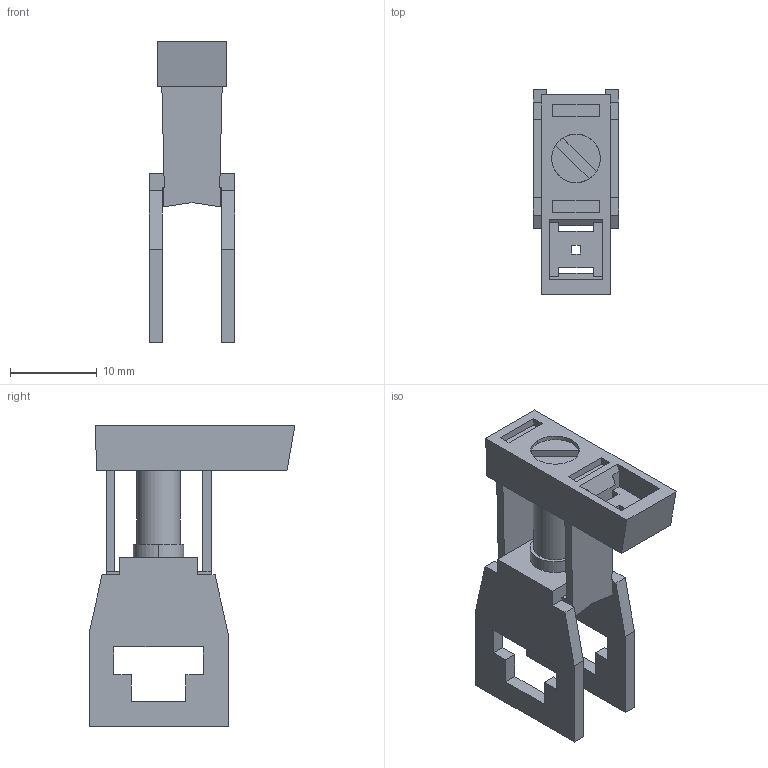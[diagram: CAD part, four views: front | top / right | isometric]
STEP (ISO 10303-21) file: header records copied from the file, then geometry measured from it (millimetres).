
FILE_DESCRIPTION(('Creo Elements/Direct Modeling STEP Export'),'2;1');
FILE_NAME('model.stp','2020-12-17T 0:04:39',(''),(''),'Creo Elements/Direct Modeling STEP processor for AP214 (Solid Model)','Creo Elements/Direct Modeling 20.1A 29-Sep-2018 (C) Parametric Technology GmbH','');
FILE_SCHEMA(('AUTOMOTIVE_DESIGN { 1 0 10303 214 1 1 1 1 }'));
Length unit declared in the file: millimetre
Products named in the file (2): AKG_16_GNYE-select
Assembly tree (1 placements, depth 2):
  AKG_16_GNYE-select
    AKG_16_GNYE-select
Bounding box: 9.8 x 23.7 x 34.7 mm (x, y, z)
Volume: 2086.6 mm3; surface area: 2775.2 mm2
Topology: 1 solids, 1 shells, 104 faces, 293 edges, 194 vertices
Faces by surface type: plane 98, cylinder 6
Entity records: 4053 total; most frequent: ORIENTED_EDGE 586, CARTESIAN_POINT 560, DIRECTION 467, EDGE_CURVE 293, VECTOR 265, LINE 265, VERTEX_POINT 194, EDGE_LOOP 121
